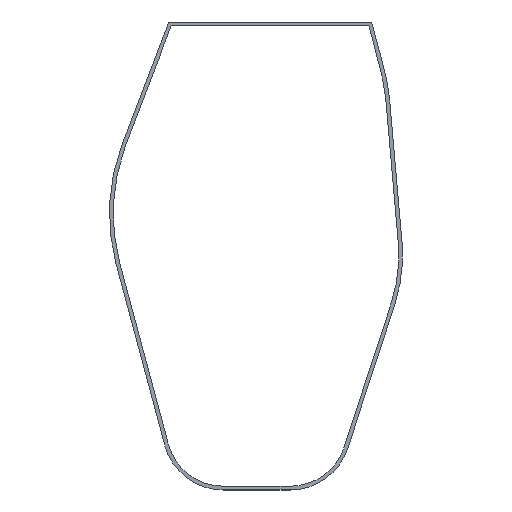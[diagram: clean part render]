
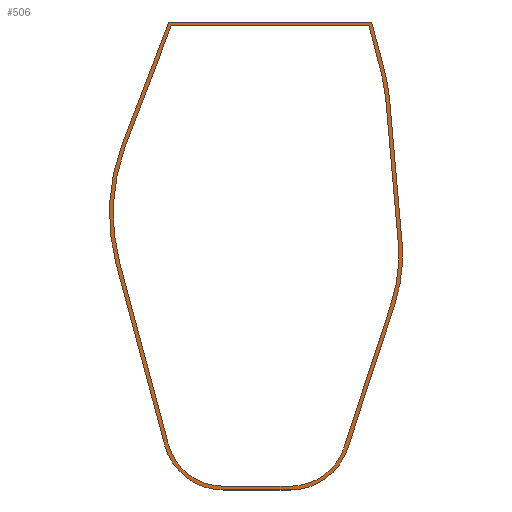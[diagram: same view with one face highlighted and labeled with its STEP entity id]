
A CAD part, top view. The second image highlights one B-rep face of the part: STEP entity #506.
In plain terms, the highlighted planar face has unit normal (0, 0, 1).
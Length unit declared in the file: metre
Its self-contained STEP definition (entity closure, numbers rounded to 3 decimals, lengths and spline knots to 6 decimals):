
#13=CIRCLE('',#524,0.016);
#15=CIRCLE('',#528,0.016);
#17=CIRCLE('',#532,0.051);
#19=CIRCLE('',#538,0.061);
#21=CIRCLE('',#543,0.015);
#23=CIRCLE('',#547,0.04);
#25=CIRCLE('',#551,0.06);
#27=CIRCLE('',#557,0.05);
#29=CIRCLE('',#561,0.015);
#31=CIRCLE('',#564,0.041);
#138=ORIENTED_EDGE('',*,*,#222,.T.);
#139=ORIENTED_EDGE('',*,*,#255,.T.);
#140=ORIENTED_EDGE('',*,*,#252,.T.);
#141=ORIENTED_EDGE('',*,*,#249,.T.);
#142=ORIENTED_EDGE('',*,*,#246,.T.);
#143=ORIENTED_EDGE('',*,*,#243,.T.);
#144=ORIENTED_EDGE('',*,*,#240,.T.);
#145=ORIENTED_EDGE('',*,*,#237,.T.);
#146=ORIENTED_EDGE('',*,*,#234,.T.);
#147=ORIENTED_EDGE('',*,*,#231,.T.);
#148=ORIENTED_EDGE('',*,*,#228,.T.);
#149=ORIENTED_EDGE('',*,*,#225,.T.);
#150=ORIENTED_EDGE('',*,*,#188,.F.);
#151=ORIENTED_EDGE('',*,*,#257,.F.);
#152=ORIENTED_EDGE('',*,*,#218,.F.);
#153=ORIENTED_EDGE('',*,*,#215,.F.);
#154=ORIENTED_EDGE('',*,*,#212,.F.);
#155=ORIENTED_EDGE('',*,*,#209,.F.);
#156=ORIENTED_EDGE('',*,*,#206,.F.);
#157=ORIENTED_EDGE('',*,*,#203,.F.);
#158=ORIENTED_EDGE('',*,*,#200,.F.);
#159=ORIENTED_EDGE('',*,*,#197,.F.);
#160=ORIENTED_EDGE('',*,*,#194,.F.);
#161=ORIENTED_EDGE('',*,*,#191,.F.);
#188=EDGE_CURVE('',#260,#261,#308,.T.);
#191=EDGE_CURVE('',#261,#263,#13,.T.);
#194=EDGE_CURVE('',#263,#265,#312,.T.);
#197=EDGE_CURVE('',#265,#267,#15,.T.);
#200=EDGE_CURVE('',#267,#269,#316,.T.);
#203=EDGE_CURVE('',#269,#271,#17,.T.);
#206=EDGE_CURVE('',#271,#273,#320,.T.);
#209=EDGE_CURVE('',#273,#275,#323,.T.);
#212=EDGE_CURVE('',#275,#277,#326,.T.);
#215=EDGE_CURVE('',#277,#279,#19,.T.);
#218=EDGE_CURVE('',#279,#281,#330,.T.);
#222=EDGE_CURVE('',#285,#284,#334,.T.);
#225=EDGE_CURVE('',#287,#285,#21,.T.);
#228=EDGE_CURVE('',#289,#287,#338,.T.);
#231=EDGE_CURVE('',#291,#289,#23,.T.);
#234=EDGE_CURVE('',#293,#291,#342,.T.);
#237=EDGE_CURVE('',#295,#293,#25,.T.);
#240=EDGE_CURVE('',#297,#295,#346,.T.);
#243=EDGE_CURVE('',#299,#297,#349,.T.);
#246=EDGE_CURVE('',#301,#299,#352,.T.);
#249=EDGE_CURVE('',#303,#301,#27,.T.);
#252=EDGE_CURVE('',#305,#303,#356,.T.);
#255=EDGE_CURVE('',#284,#305,#29,.T.);
#257=EDGE_CURVE('',#281,#260,#31,.T.);
#260=VERTEX_POINT('',#719);
#261=VERTEX_POINT('',#721);
#263=VERTEX_POINT('',#727);
#265=VERTEX_POINT('',#733);
#267=VERTEX_POINT('',#739);
#269=VERTEX_POINT('',#745);
#271=VERTEX_POINT('',#751);
#273=VERTEX_POINT('',#757);
#275=VERTEX_POINT('',#763);
#277=VERTEX_POINT('',#769);
#279=VERTEX_POINT('',#775);
#281=VERTEX_POINT('',#781);
#284=VERTEX_POINT('',#788);
#285=VERTEX_POINT('',#790);
#287=VERTEX_POINT('',#796);
#289=VERTEX_POINT('',#802);
#291=VERTEX_POINT('',#808);
#293=VERTEX_POINT('',#814);
#295=VERTEX_POINT('',#820);
#297=VERTEX_POINT('',#826);
#299=VERTEX_POINT('',#832);
#301=VERTEX_POINT('',#838);
#303=VERTEX_POINT('',#844);
#305=VERTEX_POINT('',#850);
#308=LINE('',#720,#360);
#312=LINE('',#732,#364);
#316=LINE('',#744,#368);
#320=LINE('',#756,#372);
#323=LINE('',#762,#375);
#326=LINE('',#768,#378);
#330=LINE('',#780,#382);
#334=LINE('',#789,#386);
#338=LINE('',#801,#390);
#342=LINE('',#813,#394);
#346=LINE('',#825,#398);
#349=LINE('',#831,#401);
#352=LINE('',#837,#404);
#356=LINE('',#849,#408);
#360=VECTOR('',#573,1.);
#364=VECTOR('',#585,1.);
#368=VECTOR('',#597,1.);
#372=VECTOR('',#609,1.);
#375=VECTOR('',#614,1.);
#378=VECTOR('',#619,1.);
#382=VECTOR('',#631,1.);
#386=VECTOR('',#637,1.);
#390=VECTOR('',#649,1.);
#394=VECTOR('',#661,1.);
#398=VECTOR('',#673,1.);
#401=VECTOR('',#678,1.);
#404=VECTOR('',#683,1.);
#408=VECTOR('',#695,1.);
#434=EDGE_LOOP('',(#138,#139,#140,#141,#142,#143,#144,#145,#146,#147,#148,
#149));
#435=EDGE_LOOP('',(#150,#151,#152,#153,#154,#155,#156,#157,#158,#159,#160,
#161));
#462=FACE_BOUND('',#434,.T.);
#463=FACE_BOUND('',#435,.T.);
#480=PLANE('',#565);
#506=ADVANCED_FACE('',(#462,#463),#480,.F.);
#524=AXIS2_PLACEMENT_3D('',#726,#579,#580);
#528=AXIS2_PLACEMENT_3D('',#738,#591,#592);
#532=AXIS2_PLACEMENT_3D('',#750,#603,#604);
#538=AXIS2_PLACEMENT_3D('',#774,#625,#626);
#543=AXIS2_PLACEMENT_3D('',#795,#643,#644);
#547=AXIS2_PLACEMENT_3D('',#807,#655,#656);
#551=AXIS2_PLACEMENT_3D('',#819,#667,#668);
#557=AXIS2_PLACEMENT_3D('',#843,#689,#690);
#561=AXIS2_PLACEMENT_3D('',#854,#701,#702);
#564=AXIS2_PLACEMENT_3D('',#857,#707,#708);
#565=AXIS2_PLACEMENT_3D('',#858,#709,#710);
#573=DIRECTION('',(-0.311,-0.951,0.));
#579=DIRECTION('',(0.,0.,-1.));
#580=DIRECTION('',(-1.,0.,0.));
#585=DIRECTION('',(-1.,0.,0.));
#591=DIRECTION('',(0.,0.,-1.));
#592=DIRECTION('',(-1.,0.,0.));
#597=DIRECTION('',(-0.259,0.966,0.));
#603=DIRECTION('',(0.,0.,-1.));
#604=DIRECTION('',(-1.,0.,0.));
#609=DIRECTION('',(0.356,0.934,0.));
#614=DIRECTION('',(1.,0.,0.));
#619=DIRECTION('',(0.259,-0.966,0.));
#625=DIRECTION('',(0.,0.,-1.));
#626=DIRECTION('',(-1.,0.,0.));
#631=DIRECTION('',(0.086,-0.996,0.));
#637=DIRECTION('',(-1.,0.,0.));
#643=DIRECTION('',(0.,0.,-1.));
#644=DIRECTION('',(-1.,0.,0.));
#649=DIRECTION('',(-0.311,-0.951,0.));
#655=DIRECTION('',(0.,0.,-1.));
#656=DIRECTION('',(-1.,0.,0.));
#661=DIRECTION('',(0.086,-0.996,0.));
#667=DIRECTION('',(0.,0.,-1.));
#668=DIRECTION('',(-1.,0.,0.));
#673=DIRECTION('',(0.259,-0.966,0.));
#678=DIRECTION('',(1.,0.,0.));
#683=DIRECTION('',(0.356,0.934,0.));
#689=DIRECTION('',(0.,0.,-1.));
#690=DIRECTION('',(-1.,0.,0.));
#695=DIRECTION('',(-0.259,0.966,0.));
#701=DIRECTION('',(0.,0.,-1.));
#702=DIRECTION('',(-1.,0.,0.));
#707=DIRECTION('',(0.,0.,-1.));
#708=DIRECTION('',(-1.,0.,0.));
#709=DIRECTION('',(0.,0.,-1.));
#710=DIRECTION('',(1.,0.,0.));
#719=CARTESIAN_POINT('',(0.105258,-0.000702,0.0006));
#720=CARTESIAN_POINT('',(0.099062,-0.019663,0.0006));
#721=CARTESIAN_POINT('',(0.092866,-0.038625,0.0006));
#726=CARTESIAN_POINT('',(0.077658,-0.033656,0.0006));
#727=CARTESIAN_POINT('',(0.077658,-0.049656,0.0006));
#732=CARTESIAN_POINT('',(0.068851,-0.049656,0.0006));
#733=CARTESIAN_POINT('',(0.060045,-0.049656,0.0006));
#738=CARTESIAN_POINT('',(0.060045,-0.033656,0.0006));
#739=CARTESIAN_POINT('',(0.044591,-0.037798,0.0006));
#744=CARTESIAN_POINT('',(0.038182,-0.01389,0.0006));
#745=CARTESIAN_POINT('',(0.031774,0.010017,0.0006));
#750=CARTESIAN_POINT('',(0.081034,0.023222,0.0006));
#751=CARTESIAN_POINT('',(0.033378,0.041385,0.0006));
#756=CARTESIAN_POINT('',(0.039523,0.057507,0.0006));
#757=CARTESIAN_POINT('',(0.045667,0.073629,0.0006));
#762=CARTESIAN_POINT('',(0.072408,0.073629,0.0006));
#763=CARTESIAN_POINT('',(0.099148,0.073629,0.0006));
#768=CARTESIAN_POINT('',(0.100635,0.06808,0.0006));
#769=CARTESIAN_POINT('',(0.102123,0.062531,0.0006));
#774=CARTESIAN_POINT('',(0.043203,0.046737,0.0006));
#775=CARTESIAN_POINT('',(0.103975,0.052004,0.0006));
#780=CARTESIAN_POINT('',(0.105554,0.033788,0.0006));
#781=CARTESIAN_POINT('',(0.107133,0.015573,0.0006));
#788=CARTESIAN_POINT('',(0.060045,-0.048656,0.0006));
#789=CARTESIAN_POINT('',(0.068851,-0.048656,0.0006));
#790=CARTESIAN_POINT('',(0.077658,-0.048656,0.0006));
#795=CARTESIAN_POINT('',(0.077658,-0.033656,0.0006));
#796=CARTESIAN_POINT('',(0.091916,-0.038315,0.0006));
#801=CARTESIAN_POINT('',(0.098112,-0.019353,0.0006));
#802=CARTESIAN_POINT('',(0.104307,-0.000391,0.0006));
#807=CARTESIAN_POINT('',(0.066286,0.012033,0.0006));
#808=CARTESIAN_POINT('',(0.106136,0.015487,0.0006));
#813=CARTESIAN_POINT('',(0.104558,0.033702,0.0006));
#814=CARTESIAN_POINT('',(0.102979,0.051917,0.0006));
#819=CARTESIAN_POINT('',(0.043203,0.046737,0.0006));
#820=CARTESIAN_POINT('',(0.101157,0.062272,0.0006));
#825=CARTESIAN_POINT('',(0.099769,0.06745,0.0006));
#826=CARTESIAN_POINT('',(0.098381,0.072629,0.0006));
#831=CARTESIAN_POINT('',(0.072368,0.072629,0.0006));
#832=CARTESIAN_POINT('',(0.046356,0.072629,0.0006));
#837=CARTESIAN_POINT('',(0.040334,0.056829,0.0006));
#838=CARTESIAN_POINT('',(0.034313,0.041029,0.0006));
#843=CARTESIAN_POINT('',(0.081034,0.023222,0.0006));
#844=CARTESIAN_POINT('',(0.032739,0.010276,0.0006));
#849=CARTESIAN_POINT('',(0.039148,-0.013632,0.0006));
#850=CARTESIAN_POINT('',(0.045557,-0.037539,0.0006));
#854=CARTESIAN_POINT('',(0.060045,-0.033656,0.0006));
#857=CARTESIAN_POINT('',(0.066286,0.012033,0.0006));
#858=CARTESIAN_POINT('',(0.06866,0.011987,0.0006));
